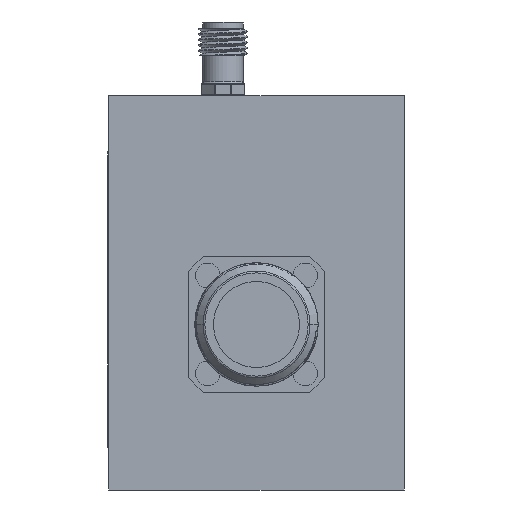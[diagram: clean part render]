
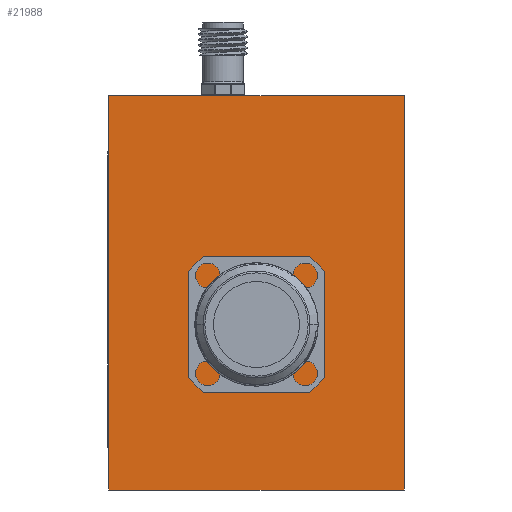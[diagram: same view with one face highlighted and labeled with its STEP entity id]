
A CAD part, left-side view. The second image highlights one B-rep face of the part: STEP entity #21988.
In plain terms, the highlighted planar face has unit normal (-1, 0, 0).
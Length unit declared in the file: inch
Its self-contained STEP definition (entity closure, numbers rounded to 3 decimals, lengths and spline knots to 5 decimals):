
#4545 = VERTEX_POINT ( 'NONE', #32300 ) ;
#4593 = EDGE_CURVE ( 'NONE', #29731, #28461, #11475, .T. ) ;
#5918 = EDGE_LOOP ( 'NONE', ( #27060, #28994, #11915, #14192 ) ) ;
#6943 = DIRECTION ( 'NONE',  ( 0., 0., 1. ) ) ;
#8937 = DIRECTION ( 'NONE',  ( 0., 0., 1. ) ) ;
#11475 = LINE ( 'NONE', #29597, #24517 ) ;
#11781 = CARTESIAN_POINT ( 'NONE',  ( -1.80697, 0.7834, 0.76537 ) ) ;
#11915 = ORIENTED_EDGE ( 'NONE', *, *, #28527, .F. ) ;
#12104 = CARTESIAN_POINT ( 'NONE',  ( -1.80697, -0.7166, -1.23463 ) ) ;
#12532 = CARTESIAN_POINT ( 'NONE',  ( -1.80697, 0.7834, 0.76537 ) ) ;
#13793 = EDGE_CURVE ( 'NONE', #16677, #28461, #25799, .T. ) ;
#14140 = PLANE ( 'NONE',  #26591 ) ;
#14192 = ORIENTED_EDGE ( 'NONE', *, *, #27214, .T. ) ;
#14919 = VECTOR ( 'NONE', #31156, 39.37008 ) ;
#16677 = VERTEX_POINT ( 'NONE', #23433 ) ;
#18210 = VECTOR ( 'NONE', #21879, 39.37008 ) ;
#21374 = CARTESIAN_POINT ( 'NONE',  ( -1.80697, 0.7834, 0.76537 ) ) ;
#21869 = FACE_OUTER_BOUND ( 'NONE', #5918, .T. ) ;
#21879 = DIRECTION ( 'NONE',  ( 0., -1., 0. ) ) ;
#21988 = ADVANCED_FACE ( 'NONE', ( #21869 ), #14140, .F. ) ;
#23433 = CARTESIAN_POINT ( 'NONE',  ( -1.80697, 0.7834, 0.76537 ) ) ;
#24517 = VECTOR ( 'NONE', #6943, 39.37008 ) ;
#25799 = LINE ( 'NONE', #12532, #14919 ) ;
#26591 = AXIS2_PLACEMENT_3D ( 'NONE', #11781, #29244, #31439 ) ;
#27060 = ORIENTED_EDGE ( 'NONE', *, *, #4593, .T. ) ;
#27214 = EDGE_CURVE ( 'NONE', #4545, #29731, #32444, .T. ) ;
#28251 = CARTESIAN_POINT ( 'NONE',  ( -1.80697, -0.7166, 0.76537 ) ) ;
#28461 = VERTEX_POINT ( 'NONE', #28251 ) ;
#28527 = EDGE_CURVE ( 'NONE', #4545, #16677, #31451, .T. ) ;
#28994 = ORIENTED_EDGE ( 'NONE', *, *, #13793, .F. ) ;
#29244 = DIRECTION ( 'NONE',  ( 1., 0., 0. ) ) ;
#29423 = CARTESIAN_POINT ( 'NONE',  ( -1.80697, 0.7834, -1.23463 ) ) ;
#29597 = CARTESIAN_POINT ( 'NONE',  ( -1.80697, -0.7166, 0.76537 ) ) ;
#29731 = VERTEX_POINT ( 'NONE', #12104 ) ;
#31156 = DIRECTION ( 'NONE',  ( 0., -1., 0. ) ) ;
#31439 = DIRECTION ( 'NONE',  ( 0., 0., -1. ) ) ;
#31451 = LINE ( 'NONE', #21374, #31601 ) ;
#31601 = VECTOR ( 'NONE', #8937, 39.37008 ) ;
#32300 = CARTESIAN_POINT ( 'NONE',  ( -1.80697, 0.7834, -1.23463 ) ) ;
#32444 = LINE ( 'NONE', #29423, #18210 ) ;
